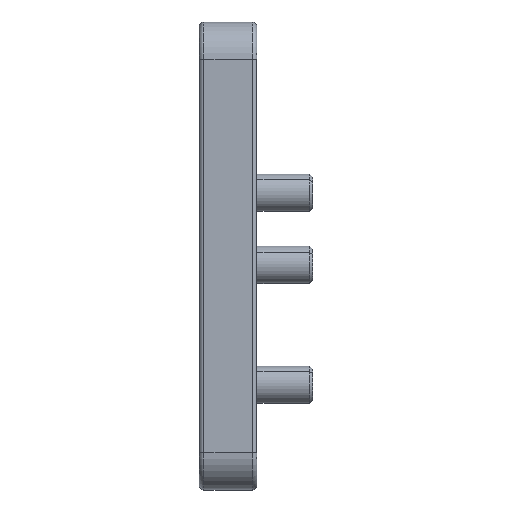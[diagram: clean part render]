
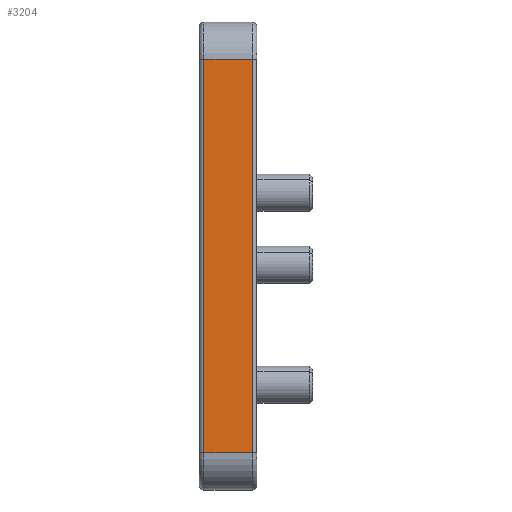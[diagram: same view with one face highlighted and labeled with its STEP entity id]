
A CAD part, left-side view. The second image highlights one B-rep face of the part: STEP entity #3204.
In plain terms, the highlighted planar face has unit normal (-1, 0, 0).
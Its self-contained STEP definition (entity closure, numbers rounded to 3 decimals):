
#5 = VERTEX_POINT ( 'NONE', #1078 ) ;
#135 = LINE ( 'NONE', #6497, #6031 ) ;
#656 = EDGE_CURVE ( 'NONE', #6815, #5918, #135, .T. ) ;
#693 = ORIENTED_EDGE ( 'NONE', *, *, #1092, .T. ) ;
#825 = CARTESIAN_POINT ( 'NONE',  ( -100., -1., -8. ) ) ;
#879 = FACE_OUTER_BOUND ( 'NONE', #2642, .T. ) ;
#1078 = CARTESIAN_POINT ( 'NONE',  ( -100., -11.319, -92. ) ) ;
#1092 = EDGE_CURVE ( 'NONE', #5918, #4776, #5418, .T. ) ;
#1313 = CARTESIAN_POINT ( 'NONE',  ( -100., -11.319, -8. ) ) ;
#1337 = VECTOR ( 'NONE', #3260, 1000. ) ;
#1504 = LINE ( 'NONE', #4075, #5072 ) ;
#1602 = VECTOR ( 'NONE', #2693, 1000. ) ;
#1972 = ORIENTED_EDGE ( 'NONE', *, *, #3895, .T. ) ;
#2398 = LINE ( 'NONE', #1313, #1337 ) ;
#2642 = EDGE_LOOP ( 'NONE', ( #4952, #693, #1972, #5575 ) ) ;
#2693 = DIRECTION ( 'NONE',  ( 0., 0., -1. ) ) ;
#2831 = CARTESIAN_POINT ( 'NONE',  ( -100., -1., -100. ) ) ;
#3015 = DIRECTION ( 'NONE',  ( 0., 1., 0. ) ) ;
#3170 = CARTESIAN_POINT ( 'NONE',  ( -100., -1., -92. ) ) ;
#3204 = ADVANCED_FACE ( 'NONE', ( #879 ), #6823, .F. ) ;
#3260 = DIRECTION ( 'NONE',  ( 0., 0., 1. ) ) ;
#3895 = EDGE_CURVE ( 'NONE', #4776, #5, #1504, .T. ) ;
#4075 = CARTESIAN_POINT ( 'NONE',  ( -100., 0., -92. ) ) ;
#4351 = CARTESIAN_POINT ( 'NONE',  ( -100., -11.319, -8. ) ) ;
#4439 = AXIS2_PLACEMENT_3D ( 'NONE', #6777, #5649, #3015 ) ;
#4776 = VERTEX_POINT ( 'NONE', #3170 ) ;
#4952 = ORIENTED_EDGE ( 'NONE', *, *, #656, .T. ) ;
#5072 = VECTOR ( 'NONE', #6805, 1000. ) ;
#5418 = LINE ( 'NONE', #2831, #1602 ) ;
#5514 = EDGE_CURVE ( 'NONE', #5, #6815, #2398, .T. ) ;
#5575 = ORIENTED_EDGE ( 'NONE', *, *, #5514, .T. ) ;
#5649 = DIRECTION ( 'NONE',  ( 1., 0., 0. ) ) ;
#5859 = DIRECTION ( 'NONE',  ( 0., 1., 0. ) ) ;
#5918 = VERTEX_POINT ( 'NONE', #825 ) ;
#6031 = VECTOR ( 'NONE', #5859, 1000. ) ;
#6497 = CARTESIAN_POINT ( 'NONE',  ( -100., 0., -8. ) ) ;
#6777 = CARTESIAN_POINT ( 'NONE',  ( -100., 0., -100. ) ) ;
#6805 = DIRECTION ( 'NONE',  ( 0., -1., 0. ) ) ;
#6815 = VERTEX_POINT ( 'NONE', #4351 ) ;
#6823 = PLANE ( 'NONE',  #4439 ) ;
